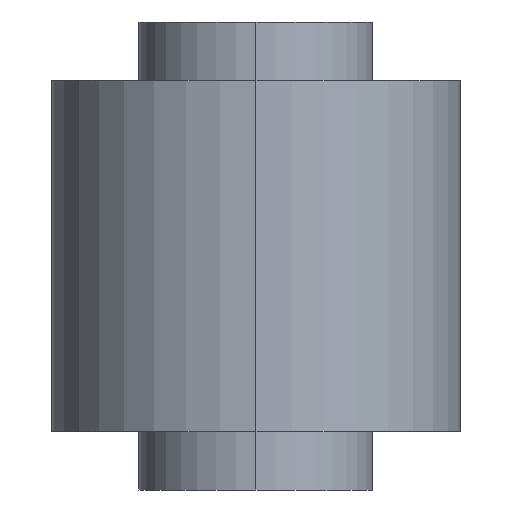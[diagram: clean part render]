
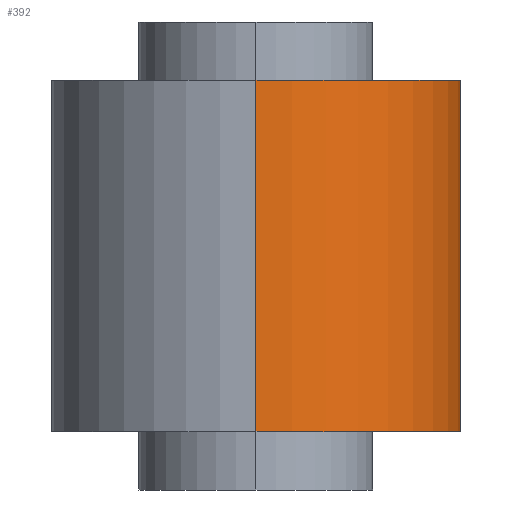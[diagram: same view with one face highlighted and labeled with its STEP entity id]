
A CAD part, left-side view. The second image highlights one B-rep face of the part: STEP entity #392.
In plain terms, the highlighted cylindrical face has radius 17.5 mm (diameter 35 mm), a partial arc.
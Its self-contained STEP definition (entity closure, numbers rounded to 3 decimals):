
#2 = LINE ( 'NONE', #360, #26 ) ;
#12 = CYLINDRICAL_SURFACE ( 'NONE', #256, 17.5 ) ;
#21 = EDGE_LOOP ( 'NONE', ( #133, #39, #200, #75 ) ) ;
#26 = VECTOR ( 'NONE', #62, 1000. ) ;
#39 = ORIENTED_EDGE ( 'NONE', *, *, #89, .T. ) ;
#55 = CARTESIAN_POINT ( 'NONE',  ( -17.5, 0., 0. ) ) ;
#62 = DIRECTION ( 'NONE',  ( 0., 0., -1. ) ) ;
#65 = CARTESIAN_POINT ( 'NONE',  ( 0., -17.5, 0. ) ) ;
#70 = CARTESIAN_POINT ( 'NONE',  ( -17.5, 0., 30. ) ) ;
#75 = ORIENTED_EDGE ( 'NONE', *, *, #196, .F. ) ;
#89 = EDGE_CURVE ( 'NONE', #251, #109, #2, .T. ) ;
#107 = AXIS2_PLACEMENT_3D ( 'NONE', #252, #330, #472 ) ;
#109 = VERTEX_POINT ( 'NONE', #55 ) ;
#133 = ORIENTED_EDGE ( 'NONE', *, *, #388, .F. ) ;
#143 = VECTOR ( 'NONE', #296, 1000. ) ;
#169 = CIRCLE ( 'NONE', #107, 17.5 ) ;
#196 = EDGE_CURVE ( 'NONE', #275, #236, #240, .T. ) ;
#200 = ORIENTED_EDGE ( 'NONE', *, *, #483, .T. ) ;
#216 = DIRECTION ( 'NONE',  ( 0., 0., -1. ) ) ;
#236 = VERTEX_POINT ( 'NONE', #65 ) ;
#240 = LINE ( 'NONE', #253, #143 ) ;
#251 = VERTEX_POINT ( 'NONE', #70 ) ;
#252 = CARTESIAN_POINT ( 'NONE',  ( 0., 0., 30. ) ) ;
#253 = CARTESIAN_POINT ( 'NONE',  ( 0., -17.5, 30. ) ) ;
#256 = AXIS2_PLACEMENT_3D ( 'NONE', #408, #216, #295 ) ;
#259 = CIRCLE ( 'NONE', #403, 17.5 ) ;
#275 = VERTEX_POINT ( 'NONE', #438 ) ;
#295 = DIRECTION ( 'NONE',  ( -1., 0., 0. ) ) ;
#296 = DIRECTION ( 'NONE',  ( 0., 0., -1. ) ) ;
#304 = DIRECTION ( 'NONE',  ( 0., 0., 1. ) ) ;
#330 = DIRECTION ( 'NONE',  ( 0., 0., 1. ) ) ;
#346 = FACE_OUTER_BOUND ( 'NONE', #21, .T. ) ;
#360 = CARTESIAN_POINT ( 'NONE',  ( -17.5, 0., 30. ) ) ;
#388 = EDGE_CURVE ( 'NONE', #251, #275, #169, .T. ) ;
#392 = ADVANCED_FACE ( 'NONE', ( #346 ), #12, .T. ) ;
#403 = AXIS2_PLACEMENT_3D ( 'NONE', #485, #304, #449 ) ;
#408 = CARTESIAN_POINT ( 'NONE',  ( 0., 0., 30. ) ) ;
#438 = CARTESIAN_POINT ( 'NONE',  ( 0., -17.5, 30. ) ) ;
#449 = DIRECTION ( 'NONE',  ( 1., 0., 0. ) ) ;
#472 = DIRECTION ( 'NONE',  ( 1., 0., 0. ) ) ;
#483 = EDGE_CURVE ( 'NONE', #109, #236, #259, .T. ) ;
#485 = CARTESIAN_POINT ( 'NONE',  ( 0., 0., 0. ) ) ;
